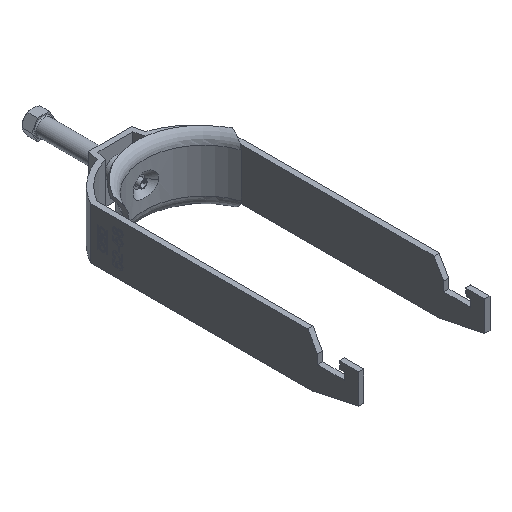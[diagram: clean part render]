
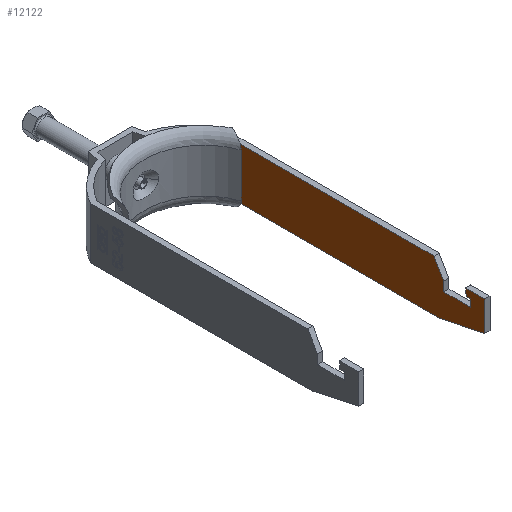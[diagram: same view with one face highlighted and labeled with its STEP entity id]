
A CAD part, isometric view. The second image highlights one B-rep face of the part: STEP entity #12122.
In plain terms, the highlighted planar face has unit normal (-1, 0, 0).
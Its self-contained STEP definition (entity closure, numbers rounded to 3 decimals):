
#40 = VECTOR ( 'NONE', #10902, 1000. ) ;
#41 = ORIENTED_EDGE ( 'NONE', *, *, #8549, .T. ) ;
#147 = ORIENTED_EDGE ( 'NONE', *, *, #12761, .T. ) ;
#190 = DIRECTION ( 'NONE',  ( 0., 1., 0. ) ) ;
#198 = VECTOR ( 'NONE', #1969, 1000. ) ;
#231 = VECTOR ( 'NONE', #4622, 1000. ) ;
#238 = CARTESIAN_POINT ( 'NONE',  ( 29.5, -189.353, -0.046 ) ) ;
#296 = VERTEX_POINT ( 'NONE', #9843 ) ;
#375 = CARTESIAN_POINT ( 'NONE',  ( 29.5, -133., 4.25 ) ) ;
#381 = FACE_OUTER_BOUND ( 'NONE', #5584, .T. ) ;
#802 = VECTOR ( 'NONE', #10464, 1000. ) ;
#948 = DIRECTION ( 'NONE',  ( 0., 0., 1. ) ) ;
#1049 = VECTOR ( 'NONE', #9295, 1000. ) ;
#1122 = CARTESIAN_POINT ( 'NONE',  ( 29.5, -155.003, -33.86 ) ) ;
#1248 = ORIENTED_EDGE ( 'NONE', *, *, #8880, .T. ) ;
#1262 = VERTEX_POINT ( 'NONE', #4484 ) ;
#1597 = VECTOR ( 'NONE', #3454, 1000. ) ;
#1769 = VERTEX_POINT ( 'NONE', #3993 ) ;
#1969 = DIRECTION ( 'NONE',  ( 0., 0.5, 0.866 ) ) ;
#2000 = ORIENTED_EDGE ( 'NONE', *, *, #11511, .T. ) ;
#2238 = CARTESIAN_POINT ( 'NONE',  ( 29.5, -145.639, -16.556 ) ) ;
#2285 = VECTOR ( 'NONE', #948, 1000. ) ;
#2310 = DIRECTION ( 'NONE',  ( 0., 1., 0. ) ) ;
#2710 = CARTESIAN_POINT ( 'NONE',  ( 29.5, -153., 6.75 ) ) ;
#2756 = CARTESIAN_POINT ( 'NONE',  ( 29.5, -192., 12.5 ) ) ;
#2833 = CARTESIAN_POINT ( 'NONE',  ( 29.5, -23.096, -12.5 ) ) ;
#3265 = VERTEX_POINT ( 'NONE', #11798 ) ;
#3282 = CARTESIAN_POINT ( 'NONE',  ( 29.5, -146., 3.25 ) ) ;
#3454 = DIRECTION ( 'NONE',  ( 0., -0.087, -0.996 ) ) ;
#3543 = CARTESIAN_POINT ( 'NONE',  ( 29.5, -128.237, 12.5 ) ) ;
#3575 = CARTESIAN_POINT ( 'NONE',  ( 29.5, -133., -0.25 ) ) ;
#3595 = VERTEX_POINT ( 'NONE', #8139 ) ;
#3626 = CARTESIAN_POINT ( 'NONE',  ( 29.5, -130.761, -12.5 ) ) ;
#3655 = EDGE_CURVE ( 'NONE', #11337, #1262, #5232, .T. ) ;
#3670 = AXIS2_PLACEMENT_3D ( 'NONE', #7405, #12186, #2310 ) ;
#3993 = CARTESIAN_POINT ( 'NONE',  ( 29.5, -143.906, 3.25 ) ) ;
#4038 = DIRECTION ( 'NONE',  ( 0., 0., 1. ) ) ;
#4051 = CARTESIAN_POINT ( 'NONE',  ( 29.5, -192., -12.5 ) ) ;
#4067 = VECTOR ( 'NONE', #6222, 1000. ) ;
#4103 = ORIENTED_EDGE ( 'NONE', *, *, #4540, .T. ) ;
#4298 = EDGE_CURVE ( 'NONE', #296, #1769, #8298, .T. ) ;
#4468 = VECTOR ( 'NONE', #190, 1000. ) ;
#4484 = CARTESIAN_POINT ( 'NONE',  ( 29.5, -146., -0.25 ) ) ;
#4540 = EDGE_CURVE ( 'NONE', #11062, #7434, #7899, .T. ) ;
#4622 = DIRECTION ( 'NONE',  ( 0., 1., 0. ) ) ;
#4707 = EDGE_CURVE ( 'NONE', #1769, #11337, #11063, .T. ) ;
#4866 = EDGE_CURVE ( 'NONE', #3265, #9622, #11949, .T. ) ;
#4953 = DIRECTION ( 'NONE',  ( 0., 1., 0. ) ) ;
#5003 = LINE ( 'NONE', #9791, #10451 ) ;
#5232 = LINE ( 'NONE', #6148, #11270 ) ;
#5584 = EDGE_LOOP ( 'NONE', ( #6292, #2000, #12132, #1248, #6740, #8217, #6966, #12092, #147, #4103, #41, #9798 ) ) ;
#6117 = LINE ( 'NONE', #8180, #1049 ) ;
#6148 = CARTESIAN_POINT ( 'NONE',  ( 29.5, -146., -12.5 ) ) ;
#6222 = DIRECTION ( 'NONE',  ( 0., -0.978, 0.208 ) ) ;
#6292 = ORIENTED_EDGE ( 'NONE', *, *, #6340, .F. ) ;
#6340 = EDGE_CURVE ( 'NONE', #7501, #7586, #10960, .T. ) ;
#6740 = ORIENTED_EDGE ( 'NONE', *, *, #4298, .T. ) ;
#6966 = ORIENTED_EDGE ( 'NONE', *, *, #3655, .T. ) ;
#7405 = CARTESIAN_POINT ( 'NONE',  ( 29.5, -192., -12.5 ) ) ;
#7434 = VERTEX_POINT ( 'NONE', #3543 ) ;
#7501 = VERTEX_POINT ( 'NONE', #3626 ) ;
#7586 = VERTEX_POINT ( 'NONE', #12605 ) ;
#7899 = LINE ( 'NONE', #1122, #198 ) ;
#8139 = CARTESIAN_POINT ( 'NONE',  ( 29.5, -23.096, 12.5 ) ) ;
#8180 = CARTESIAN_POINT ( 'NONE',  ( 29.5, -192., 6.75 ) ) ;
#8217 = ORIENTED_EDGE ( 'NONE', *, *, #4707, .T. ) ;
#8298 = LINE ( 'NONE', #2238, #1597 ) ;
#8395 = CARTESIAN_POINT ( 'NONE',  ( 29.5, -192., 3.25 ) ) ;
#8463 = LINE ( 'NONE', #238, #4067 ) ;
#8549 = EDGE_CURVE ( 'NONE', #7434, #3595, #12434, .T. ) ;
#8880 = EDGE_CURVE ( 'NONE', #9622, #296, #6117, .T. ) ;
#8945 = EDGE_CURVE ( 'NONE', #7586, #3595, #9805, .T. ) ;
#8972 = CARTESIAN_POINT ( 'NONE',  ( 29.5, -153., -12.5 ) ) ;
#9053 = DIRECTION ( 'NONE',  ( 0., 0., -1. ) ) ;
#9295 = DIRECTION ( 'NONE',  ( 0., 1., 0. ) ) ;
#9320 = VERTEX_POINT ( 'NONE', #3575 ) ;
#9622 = VERTEX_POINT ( 'NONE', #2710 ) ;
#9791 = CARTESIAN_POINT ( 'NONE',  ( 29.5, -133., -12.5 ) ) ;
#9798 = ORIENTED_EDGE ( 'NONE', *, *, #8945, .F. ) ;
#9800 = LINE ( 'NONE', #10957, #4468 ) ;
#9805 = LINE ( 'NONE', #2833, #2285 ) ;
#9843 = CARTESIAN_POINT ( 'NONE',  ( 29.5, -143.6, 6.75 ) ) ;
#10318 = VECTOR ( 'NONE', #4953, 1000. ) ;
#10451 = VECTOR ( 'NONE', #4038, 1000. ) ;
#10464 = DIRECTION ( 'NONE',  ( 0., -1., 0. ) ) ;
#10902 = DIRECTION ( 'NONE',  ( 0., 0., 1. ) ) ;
#10957 = CARTESIAN_POINT ( 'NONE',  ( 29.5, -192., -0.25 ) ) ;
#10960 = LINE ( 'NONE', #4051, #10318 ) ;
#11062 = VERTEX_POINT ( 'NONE', #375 ) ;
#11063 = LINE ( 'NONE', #8395, #802 ) ;
#11270 = VECTOR ( 'NONE', #9053, 1000. ) ;
#11337 = VERTEX_POINT ( 'NONE', #3282 ) ;
#11342 = PLANE ( 'NONE',  #3670 ) ;
#11511 = EDGE_CURVE ( 'NONE', #7501, #3265, #8463, .T. ) ;
#11798 = CARTESIAN_POINT ( 'NONE',  ( 29.5, -153., -7.773 ) ) ;
#11945 = EDGE_CURVE ( 'NONE', #1262, #9320, #9800, .T. ) ;
#11949 = LINE ( 'NONE', #8972, #40 ) ;
#12092 = ORIENTED_EDGE ( 'NONE', *, *, #11945, .T. ) ;
#12122 = ADVANCED_FACE ( 'NONE', ( #381 ), #11342, .T. ) ;
#12132 = ORIENTED_EDGE ( 'NONE', *, *, #4866, .T. ) ;
#12186 = DIRECTION ( 'NONE',  ( -1., 0., 0. ) ) ;
#12434 = LINE ( 'NONE', #2756, #231 ) ;
#12605 = CARTESIAN_POINT ( 'NONE',  ( 29.5, -23.096, -12.5 ) ) ;
#12761 = EDGE_CURVE ( 'NONE', #9320, #11062, #5003, .T. ) ;
